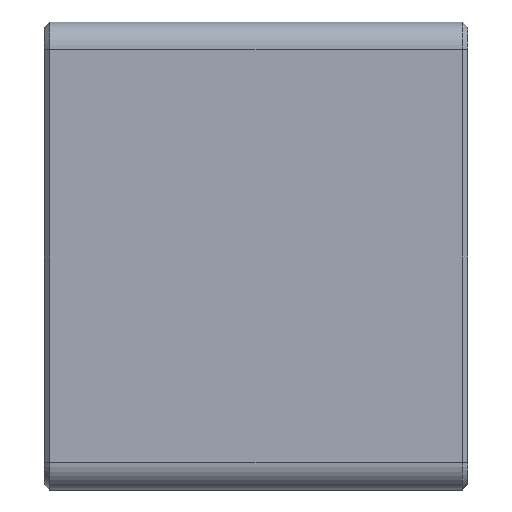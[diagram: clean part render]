
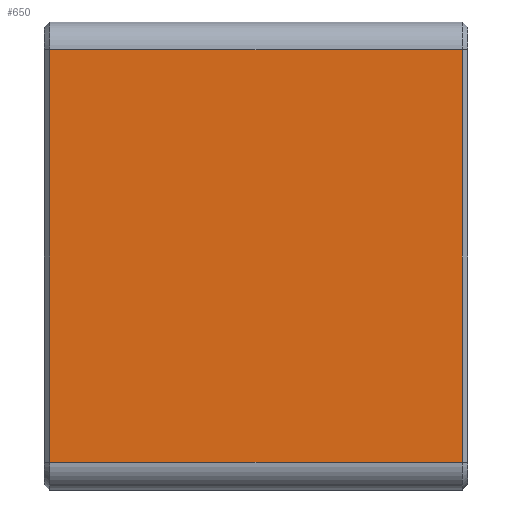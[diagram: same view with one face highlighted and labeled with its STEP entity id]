
A CAD part, left-side view. The second image highlights one B-rep face of the part: STEP entity #650.
In plain terms, the highlighted planar face has unit normal (-1, 0, 0).
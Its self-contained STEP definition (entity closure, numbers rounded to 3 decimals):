
#28 = LINE ( 'NONE', #1097, #2364 ) ;
#217 = CARTESIAN_POINT ( 'NONE',  ( -110., -1.01, -37.5 ) ) ;
#483 = ORIENTED_EDGE ( 'NONE', *, *, #1847, .T. ) ;
#650 = ADVANCED_FACE ( 'NONE', ( #916 ), #1760, .T. ) ;
#660 = VECTOR ( 'NONE', #2431, 1000. ) ;
#685 = EDGE_LOOP ( 'NONE', ( #2043, #1826, #483, #2069 ) ) ;
#718 = DIRECTION ( 'NONE',  ( 0., 0., 1. ) ) ;
#790 = VECTOR ( 'NONE', #1575, 1000. ) ;
#901 = CARTESIAN_POINT ( 'NONE',  ( -110., -1.01, 37.5 ) ) ;
#916 = FACE_OUTER_BOUND ( 'NONE', #685, .T. ) ;
#920 = CARTESIAN_POINT ( 'NONE',  ( -110., -76.01, -42.5 ) ) ;
#1073 = VERTEX_POINT ( 'NONE', #1295 ) ;
#1097 = CARTESIAN_POINT ( 'NONE',  ( -110., -77.01, -37.5 ) ) ;
#1126 = CARTESIAN_POINT ( 'NONE',  ( -110., -76.01, -37.5 ) ) ;
#1163 = LINE ( 'NONE', #2623, #790 ) ;
#1266 = DIRECTION ( 'NONE',  ( 0., -1., 0. ) ) ;
#1295 = CARTESIAN_POINT ( 'NONE',  ( -110., -76.01, 37.5 ) ) ;
#1347 = VERTEX_POINT ( 'NONE', #1126 ) ;
#1492 = EDGE_CURVE ( 'NONE', #1347, #1073, #2189, .T. ) ;
#1537 = AXIS2_PLACEMENT_3D ( 'NONE', #1770, #2605, #718 ) ;
#1575 = DIRECTION ( 'NONE',  ( 0., 0., -1. ) ) ;
#1760 = PLANE ( 'NONE',  #1537 ) ;
#1770 = CARTESIAN_POINT ( 'NONE',  ( -110., -77.01, -42.5 ) ) ;
#1816 = CARTESIAN_POINT ( 'NONE',  ( -110., -77.01, 37.5 ) ) ;
#1826 = ORIENTED_EDGE ( 'NONE', *, *, #2015, .T. ) ;
#1847 = EDGE_CURVE ( 'NONE', #2534, #1347, #28, .T. ) ;
#1975 = DIRECTION ( 'NONE',  ( 0., 0., 1. ) ) ;
#2015 = EDGE_CURVE ( 'NONE', #2233, #2534, #1163, .T. ) ;
#2030 = VECTOR ( 'NONE', #1975, 1000. ) ;
#2043 = ORIENTED_EDGE ( 'NONE', *, *, #2618, .T. ) ;
#2069 = ORIENTED_EDGE ( 'NONE', *, *, #1492, .T. ) ;
#2189 = LINE ( 'NONE', #920, #2030 ) ;
#2233 = VERTEX_POINT ( 'NONE', #901 ) ;
#2364 = VECTOR ( 'NONE', #1266, 1000. ) ;
#2431 = DIRECTION ( 'NONE',  ( 0., 1., 0. ) ) ;
#2534 = VERTEX_POINT ( 'NONE', #217 ) ;
#2605 = DIRECTION ( 'NONE',  ( -1., 0., 0. ) ) ;
#2618 = EDGE_CURVE ( 'NONE', #1073, #2233, #2696, .T. ) ;
#2623 = CARTESIAN_POINT ( 'NONE',  ( -110., -1.01, -42.5 ) ) ;
#2696 = LINE ( 'NONE', #1816, #660 ) ;
